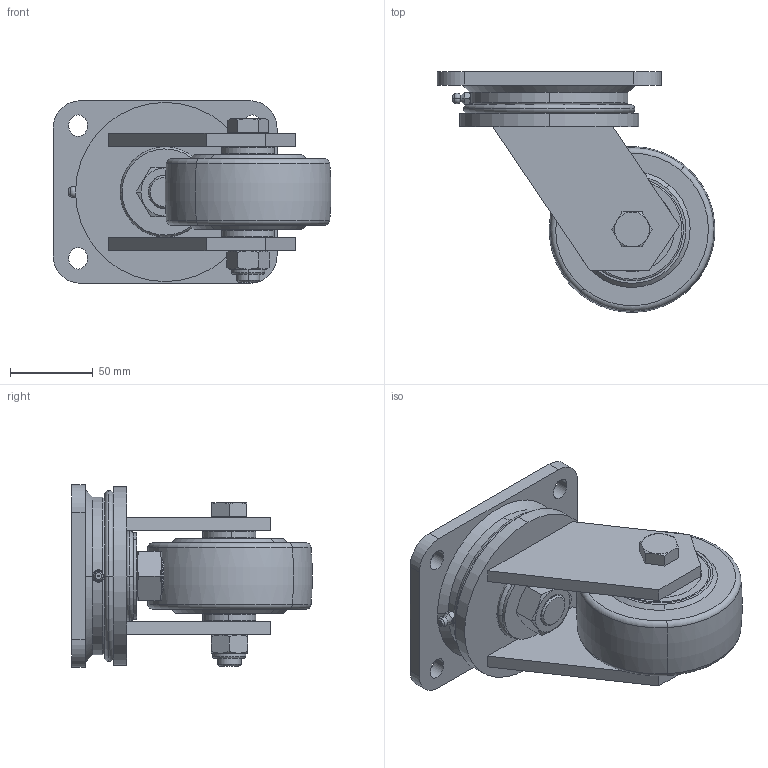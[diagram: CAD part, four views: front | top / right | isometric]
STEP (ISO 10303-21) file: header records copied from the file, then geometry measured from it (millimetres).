
FILE_DESCRIPTION (( 'STEP AP214' ), '1' );
FILE_NAME ('0028579_L-HS-GPA-100-K-3_(A-01).step', '2019-05-14T10:10:43', ( '' ), ( '' ), 'SwSTEP 2.0', 'SolidWorks 2018', '' );
FILE_SCHEMA (( 'AUTOMOTIVE_DESIGN' ));
Length unit declared in the file: millimetre
Products named in the file (1): 0028579_L-HS-GPA-100-K-3_(A-01)
Bounding box: 167.41 x 144.9 x 110 mm (x, y, z)
Surface area: 150791.4 mm2 (no closed solid volume)
Topology: 0 solids, 21 shells, 290 faces, 642 edges, 397 vertices
Faces by surface type: plane 91, cylinder 79, cone 74, torus 42, bspline 2, sphere 2
Entity records: 12452 total; most frequent: CARTESIAN_POINT 2566, DIRECTION 1482, ORIENTED_EDGE 1246, EDGE_CURVE 639, AXIS2_PLACEMENT_3D 626, VERTEX_POINT 396, EDGE_LOOP 339, CIRCLE 337
